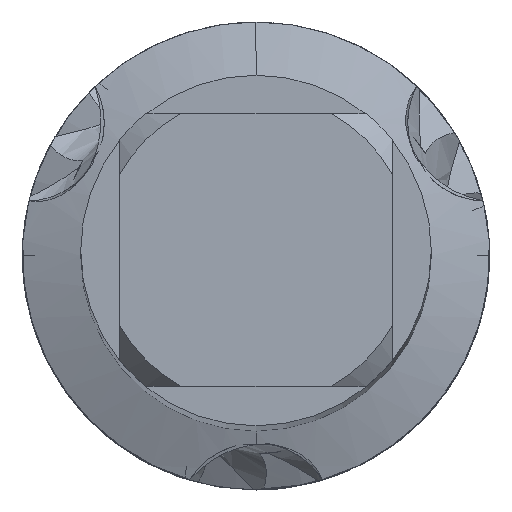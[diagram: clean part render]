
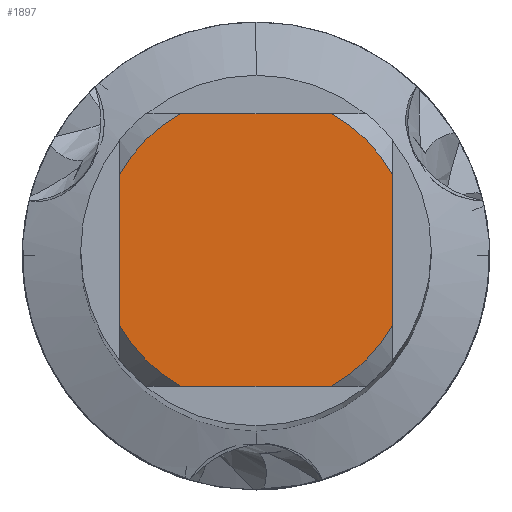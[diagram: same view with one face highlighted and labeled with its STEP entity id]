
A CAD part, top view. The second image highlights one B-rep face of the part: STEP entity #1897.
In plain terms, the highlighted planar face has unit normal (0, 0, 1).
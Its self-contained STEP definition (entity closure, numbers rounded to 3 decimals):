
#1571=EDGE_CURVE('',#2663,#3759,#4130,.T.);
#1809=EDGE_CURVE('',#2663,#2153,#4388,.T.);
#1897=ADVANCED_FACE('',(#4488),#4489,.T.);
#2153=VERTEX_POINT('',#4767);
#2217=VERTEX_POINT('',#4837);
#2219=EDGE_CURVE('',#3035,#2593,#4839,.T.);
#2365=EDGE_CURVE('',#3555,#2593,#4997,.T.);
#2489=EDGE_CURVE('',#3035,#3759,#5131,.T.);
#2593=VERTEX_POINT('',#5245);
#2663=VERTEX_POINT('',#5323);
#2675=EDGE_CURVE('',#3675,#2217,#5337,.T.);
#3035=VERTEX_POINT('',#5725);
#3263=EDGE_CURVE('',#3555,#2217,#5974,.T.);
#3493=EDGE_CURVE('',#3675,#2153,#6228,.T.);
#3555=VERTEX_POINT('',#6295);
#3675=VERTEX_POINT('',#6428);
#3759=VERTEX_POINT('',#6517);
#4130=LINE('',#7409,#7410);
#4388=CIRCLE('',#8325,4.0);
#4488=FACE_OUTER_BOUND('',#8520,.T.);
#4489=PLANE('',#8521);
#4767=CARTESIAN_POINT('',(1.936,-3.5,0.0));
#4837=CARTESIAN_POINT('',(-3.5,-1.936,0.0));
#4839=LINE('',#9374,#9375);
#4997=CIRCLE('',#9648,4.0);
#5131=CIRCLE('',#9955,4.0);
#5245=CARTESIAN_POINT('',(-1.936,3.5,0.0));
#5323=CARTESIAN_POINT('',(3.5,-1.936,0.0));
#5337=CIRCLE('',#10442,4.0);
#5725=CARTESIAN_POINT('',(1.936,3.5,0.0));
#5974=LINE('',#12775,#12776);
#6228=LINE('',#13328,#13329);
#6295=CARTESIAN_POINT('',(-3.5,1.936,0.0));
#6428=CARTESIAN_POINT('',(-1.936,-3.5,0.0));
#6517=CARTESIAN_POINT('',(3.5,1.936,0.0));
#7409=CARTESIAN_POINT('',(3.5,1.0,0.0));
#7410=VECTOR('',#14785,1.0);
#8325=AXIS2_PLACEMENT_3D('',#15043,#15044,#15045);
#8520=EDGE_LOOP('',(#15184,#15185,#15186,#15187,#15188,#15189,#15190,#15191));
#8521=AXIS2_PLACEMENT_3D('',#15192,#15193,#15194);
#9374=CARTESIAN_POINT('',(0.0,3.5,0.0));
#9375=VECTOR('',#15510,1.0);
#9648=AXIS2_PLACEMENT_3D('',#15671,#15672,#15673);
#9955=AXIS2_PLACEMENT_3D('',#15818,#15819,#15820);
#10442=AXIS2_PLACEMENT_3D('',#16054,#16055,#16056);
#12775=CARTESIAN_POINT('',(-3.5,1.0,0.0));
#12776=VECTOR('',#16806,1.0);
#13328=CARTESIAN_POINT('',(0.0,-3.5,0.0));
#13329=VECTOR('',#17073,1.0);
#14785=DIRECTION('',(-0.0,1.0,0.0));
#15043=CARTESIAN_POINT('',(0.0,0.0,0.0));
#15044=DIRECTION('',(0.0,0.0,-1.0));
#15045=DIRECTION('',(0.0,1.0,0.0));
#15184=ORIENTED_EDGE('',*,*,#3263,.T.);
#15185=ORIENTED_EDGE('',*,*,#2675,.F.);
#15186=ORIENTED_EDGE('',*,*,#3493,.T.);
#15187=ORIENTED_EDGE('',*,*,#1809,.F.);
#15188=ORIENTED_EDGE('',*,*,#1571,.T.);
#15189=ORIENTED_EDGE('',*,*,#2489,.F.);
#15190=ORIENTED_EDGE('',*,*,#2219,.T.);
#15191=ORIENTED_EDGE('',*,*,#2365,.F.);
#15192=CARTESIAN_POINT('',(0.0,2.0,0.0));
#15193=DIRECTION('',(-0.0,0.0,1.0));
#15194=DIRECTION('',(0.0,-1.0,0.0));
#15510=DIRECTION('',(-1.0,0.0,0.0));
#15671=CARTESIAN_POINT('',(0.0,0.0,0.0));
#15672=DIRECTION('',(0.0,0.0,-1.0));
#15673=DIRECTION('',(0.0,1.0,0.0));
#15818=CARTESIAN_POINT('',(0.0,0.0,0.0));
#15819=DIRECTION('',(0.0,0.0,-1.0));
#15820=DIRECTION('',(0.0,1.0,0.0));
#16054=CARTESIAN_POINT('',(0.0,0.0,0.0));
#16055=DIRECTION('',(0.0,0.0,-1.0));
#16056=DIRECTION('',(0.0,1.0,0.0));
#16806=DIRECTION('',(-0.0,-1.0,0.0));
#17073=DIRECTION('',(1.0,0.0,0.0));
